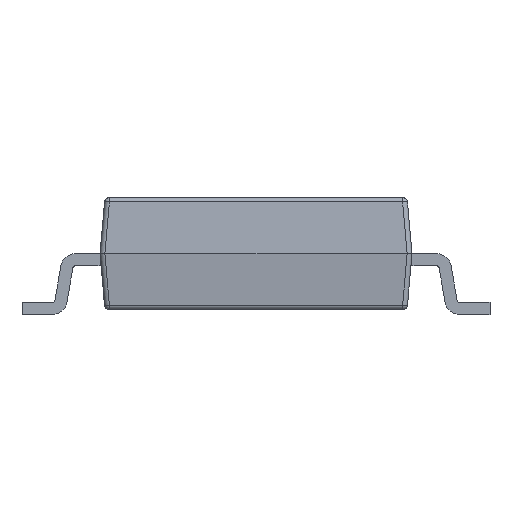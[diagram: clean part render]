
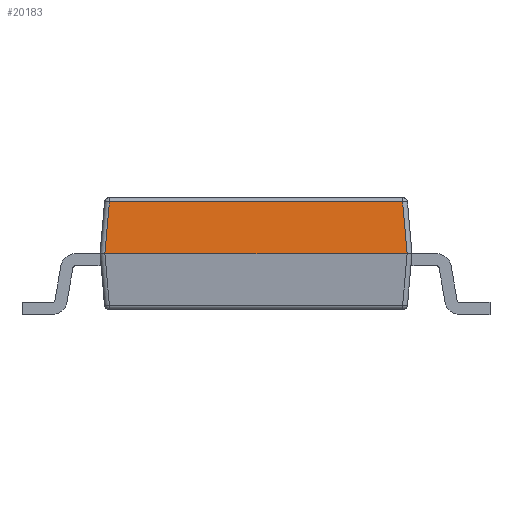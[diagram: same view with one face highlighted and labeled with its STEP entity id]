
A CAD part, left-side view. The second image highlights one B-rep face of the part: STEP entity #20183.
In plain terms, the highlighted planar face has unit normal (-0.996, 0, 0.087).
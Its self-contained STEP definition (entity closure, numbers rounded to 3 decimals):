
#3067 = CARTESIAN_POINT ( 'NONE',  ( -6.75, -3.1, 0. ) ) ;
#3974 = PLANE ( 'NONE',  #6030 ) ;
#5716 = ORIENTED_EDGE ( 'NONE', *, *, #23931, .T. ) ;
#6030 = AXIS2_PLACEMENT_3D ( 'NONE', #19192, #30870, #10080 ) ;
#6268 = FACE_OUTER_BOUND ( 'NONE', #16142, .T. ) ;
#7941 = DIRECTION ( 'NONE',  ( 0.087, 0.087, 0.992 ) ) ;
#8824 = LINE ( 'NONE', #20993, #11365 ) ;
#9708 = ORIENTED_EDGE ( 'NONE', *, *, #27536, .T. ) ;
#10080 = DIRECTION ( 'NONE',  ( 0.087, 0., 0.996 ) ) ;
#10486 = EDGE_CURVE ( 'NONE', #28548, #29801, #37942, .T. ) ;
#10932 = VECTOR ( 'NONE', #7941, 1000. ) ;
#11025 = CARTESIAN_POINT ( 'NONE',  ( -6.657, -3.008, 1.059 ) ) ;
#11365 = VECTOR ( 'NONE', #35936, 1000. ) ;
#14071 = ORIENTED_EDGE ( 'NONE', *, *, #30578, .T. ) ;
#15843 = VERTEX_POINT ( 'NONE', #17064 ) ;
#16142 = EDGE_LOOP ( 'NONE', ( #34325, #5716, #9708, #14071 ) ) ;
#17064 = CARTESIAN_POINT ( 'NONE',  ( -6.75, 3.1, 0. ) ) ;
#18946 = VECTOR ( 'NONE', #36130, 1000. ) ;
#19192 = CARTESIAN_POINT ( 'NONE',  ( -6.75, 3.2, 0. ) ) ;
#20183 = ADVANCED_FACE ( 'NONE', ( #6268 ), #3974, .T. ) ;
#20993 = CARTESIAN_POINT ( 'NONE',  ( -6.75, 3.2, 0. ) ) ;
#22734 = DIRECTION ( 'NONE',  ( -0.087, 0.087, -0.992 ) ) ;
#22910 = VECTOR ( 'NONE', #22734, 1000. ) ;
#23273 = LINE ( 'NONE', #26522, #10932 ) ;
#23337 = CARTESIAN_POINT ( 'NONE',  ( -6.657, 3.099, 1.059 ) ) ;
#23931 = EDGE_CURVE ( 'NONE', #29801, #15843, #25629, .T. ) ;
#23960 = VERTEX_POINT ( 'NONE', #3067 ) ;
#25629 = LINE ( 'NONE', #28671, #22910 ) ;
#25684 = CARTESIAN_POINT ( 'NONE',  ( -6.657, 3.008, 1.059 ) ) ;
#26522 = CARTESIAN_POINT ( 'NONE',  ( -6.703, -3.053, 0.543 ) ) ;
#27536 = EDGE_CURVE ( 'NONE', #15843, #23960, #8824, .T. ) ;
#28548 = VERTEX_POINT ( 'NONE', #11025 ) ;
#28671 = CARTESIAN_POINT ( 'NONE',  ( -6.751, 3.101, -0.009 ) ) ;
#29801 = VERTEX_POINT ( 'NONE', #25684 ) ;
#30578 = EDGE_CURVE ( 'NONE', #23960, #28548, #23273, .T. ) ;
#30870 = DIRECTION ( 'NONE',  ( -0.996, 0., 0.087 ) ) ;
#34325 = ORIENTED_EDGE ( 'NONE', *, *, #10486, .T. ) ;
#35936 = DIRECTION ( 'NONE',  ( 0., -1., 0. ) ) ;
#36130 = DIRECTION ( 'NONE',  ( 0., 1., 0. ) ) ;
#37942 = LINE ( 'NONE', #23337, #18946 ) ;
